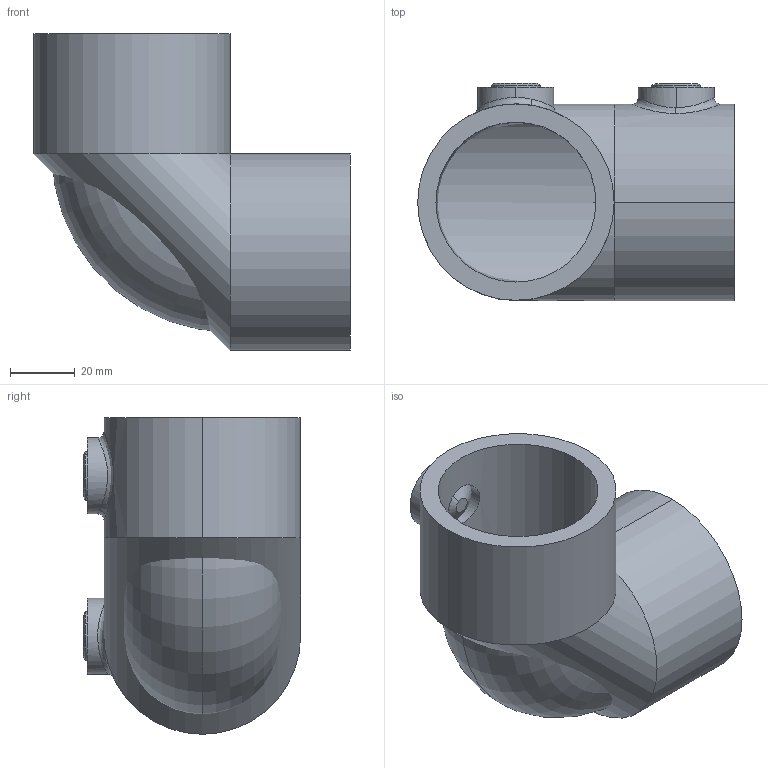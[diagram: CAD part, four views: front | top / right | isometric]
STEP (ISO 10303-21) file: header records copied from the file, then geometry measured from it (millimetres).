
FILE_DESCRIPTION (( 'STEP AP203' ), '1' );
FILE_NAME ('T12500.STEP', '2018-03-26T11:06:19', ( '' ), ( '' ), 'SwSTEP 2.0', 'SolidWorks 2016', '' );
FILE_SCHEMA (( 'CONFIG_CONTROL_DESIGN' ));
Length unit declared in the file: millimetre
Products named in the file (3): T12500; T19300
Assembly tree (3 placements, depth 2):
  T12500
    T12500
    T19300  x2
Bounding box: 98 x 67.21 x 98 mm (x, y, z)
Volume: 124278.2 mm3; surface area: 47417 mm2
Topology: 3 solids, 3 shells, 57 faces, 128 edges, 79 vertices
Faces by surface type: plane 22, cylinder 20, cone 8, bspline 4, torus 3
Entity records: 2648 total; most frequent: CARTESIAN_POINT 1380, DIRECTION 204, ORIENTED_EDGE 188, EDGE_CURVE 94, AXIS2_PLACEMENT_3D 82, VERTEX_POINT 59, EDGE_LOOP 51, FACE_OUTER_BOUND 42
